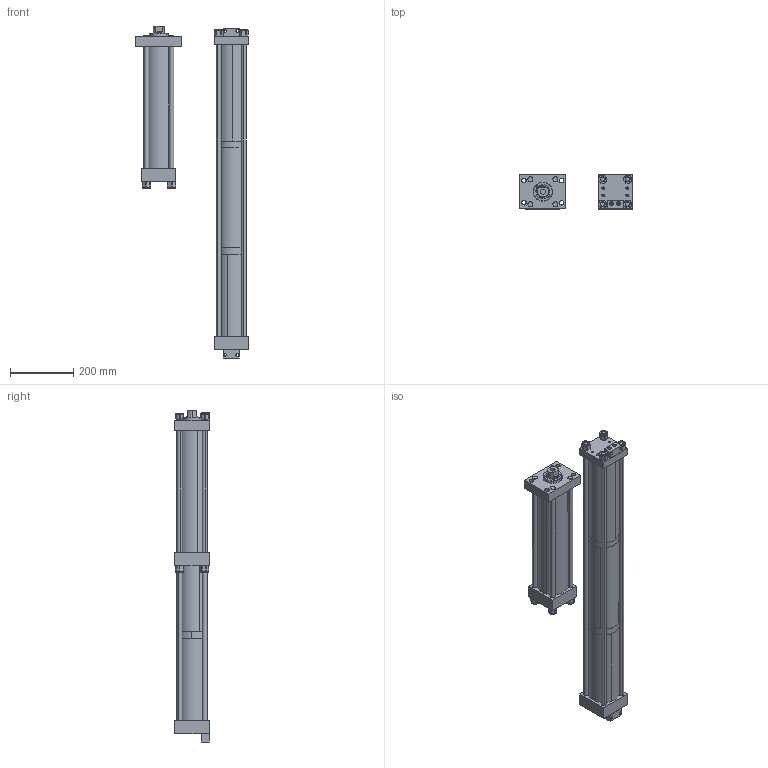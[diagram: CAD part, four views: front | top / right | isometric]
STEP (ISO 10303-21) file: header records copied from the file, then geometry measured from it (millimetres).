
FILE_DESCRIPTION (( 'STEP AP203' ), '1' );
FILE_NAME ('HPS-4-6.00-.75-FH.STEP', '2020-05-19T13:56:38', ( '' ), ( '' ), 'SwSTEP 2.0', 'SolidWorks 2018', '' );
FILE_SCHEMA (( 'CONFIG_CONTROL_DESIGN' ));
Length unit declared in the file: inch
Products named in the file (18): E0460_6.0; G0410; E0401_Work Rod HPI-4-6-.50; F0462; E0411_6.0; E0461_.75; E04BRK; ES0405_6.0; ES0414_.75; E0404; E0464; NLN .625; E0463_6.0-.75; E0413; E0459; HPB-4-6.00-.75-FH; F0403; HPS-4-6.00-.75-FH
Assembly tree (31 placements, depth 3):
  HPS-4-6.00-.75-FH
    F0403
    E0459
    NLN .625  x4
    E0401_Work Rod HPI-4-6-.50
    E0404
    ES0405_6.0
    E0460_6.0  x4
    HPB-4-6.00-.75-FH
      G0410
      E0413
      E0464
      NLN .625  x4
      F0462
      E04BRK  x2
      E0411_6.0
      E0461_.75
      ES0414_.75
      E0463_6.0-.75  x4
Bounding box: 355.6 x 107.95 x 1051.41 mm (x, y, z)
Volume: 5759431.6 mm3; surface area: 1410306.1 mm2
Topology: 31 solids, 31 shells, 621 faces, 1453 edges, 917 vertices
Faces by surface type: cylinder 324, plane 244, cone 53
Entity records: 15051 total; most frequent: CARTESIAN_POINT 2844, DIRECTION 2275, ORIENTED_EDGE 1866, AXIS2_PLACEMENT_3D 934, EDGE_CURVE 933, VERTEX_POINT 605, EDGE_LOOP 544, CIRCLE 490
